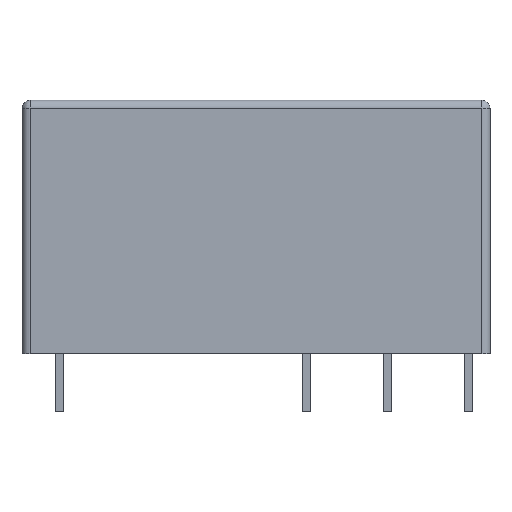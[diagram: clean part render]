
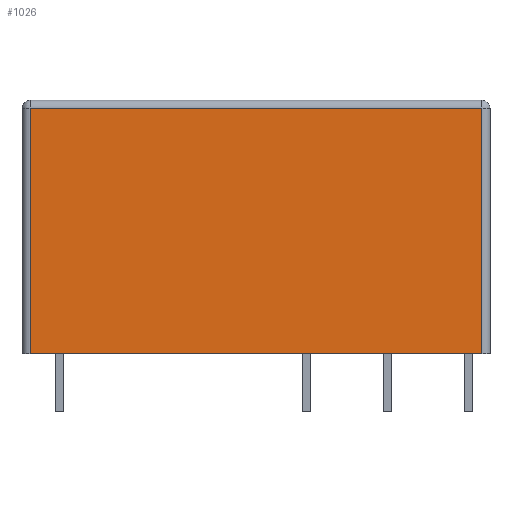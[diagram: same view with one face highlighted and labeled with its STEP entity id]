
A CAD part, front view. The second image highlights one B-rep face of the part: STEP entity #1026.
In plain terms, the highlighted planar face has unit normal (0, -1, 0).
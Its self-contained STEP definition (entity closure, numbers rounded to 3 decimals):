
#128=FACE_OUTER_BOUND('',#194,.T.);
#194=EDGE_LOOP('',(#903,#904,#905,#906));
#297=LINE('',#1651,#413);
#299=LINE('',#1657,#415);
#306=LINE('',#1673,#422);
#309=LINE('',#1680,#425);
#413=VECTOR('',#1361,28.);
#415=VECTOR('',#1367,15.2);
#422=VECTOR('',#1384,15.2);
#425=VECTOR('',#1395,28.);
#491=VERTEX_POINT('',#1611);
#497=VERTEX_POINT('',#1625);
#506=VERTEX_POINT('',#1655);
#509=VERTEX_POINT('',#1669);
#626=EDGE_CURVE('',#497,#491,#297,.T.);
#629=EDGE_CURVE('',#506,#497,#299,.T.);
#638=EDGE_CURVE('',#491,#509,#306,.T.);
#641=EDGE_CURVE('',#506,#509,#309,.T.);
#903=ORIENTED_EDGE('',*,*,#629,.F.);
#904=ORIENTED_EDGE('',*,*,#641,.T.);
#905=ORIENTED_EDGE('',*,*,#638,.F.);
#906=ORIENTED_EDGE('',*,*,#626,.F.);
#960=PLANE('',#1118);
#1026=ADVANCED_FACE('',(#128),#960,.T.);
#1118=AXIS2_PLACEMENT_3D('',#1683,#1399,#1400);
#1361=DIRECTION('',(1.,0.,0.));
#1367=DIRECTION('',(0.,0.,1.));
#1384=DIRECTION('',(0.,0.,-1.));
#1395=DIRECTION('',(1.,0.,0.));
#1399=DIRECTION('center_axis',(0.,-1.,0.));
#1400=DIRECTION('ref_axis',(0.,0.,-1.));
#1611=CARTESIAN_POINT('',(14.,-6.35,15.2));
#1625=CARTESIAN_POINT('',(-14.,-6.35,15.2));
#1651=CARTESIAN_POINT('',(0.,-6.35,15.2));
#1655=CARTESIAN_POINT('',(-14.,-6.35,0.));
#1657=CARTESIAN_POINT('',(-14.,-6.35,7.85));
#1669=CARTESIAN_POINT('',(14.,-6.35,0.));
#1673=CARTESIAN_POINT('',(14.,-6.35,7.85));
#1680=CARTESIAN_POINT('',(0.,-6.35,0.));
#1683=CARTESIAN_POINT('Origin',(0.,-6.35,7.85));
